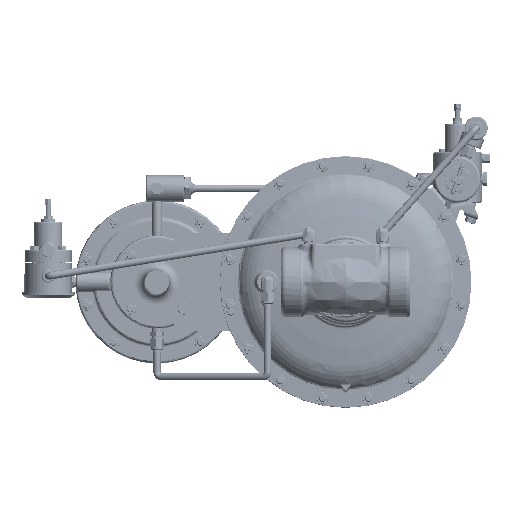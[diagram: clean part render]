
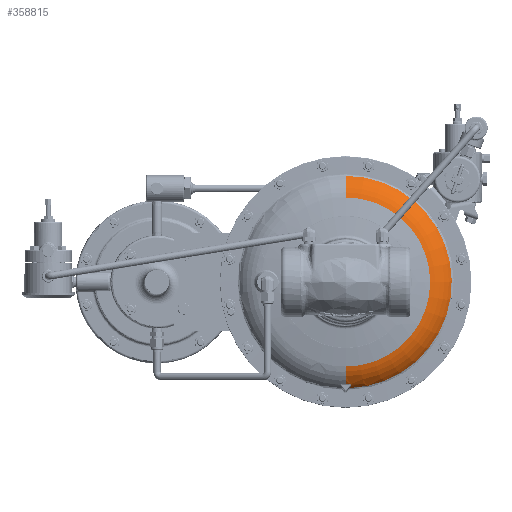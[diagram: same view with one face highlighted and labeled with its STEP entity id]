
A CAD part, front view. The second image highlights one B-rep face of the part: STEP entity #358815.
In plain terms, the highlighted toroidal (fillet/blend) face has major radius 101.323 mm and minor radius 46.038 mm.
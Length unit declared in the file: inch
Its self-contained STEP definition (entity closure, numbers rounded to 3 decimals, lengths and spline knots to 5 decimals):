
#5079 = CARTESIAN_POINT ( 'NONE',  ( 0.29152, 10.07714, -5.32121 ) ) ;
#31298 = VERTEX_POINT ( 'NONE', #131474 ) ;
#33210 = DIRECTION ( 'NONE',  ( 0., 0., 1. ) ) ;
#34249 = DIRECTION ( 'NONE',  ( 0., -1., 0. ) ) ;
#36105 = CARTESIAN_POINT ( 'NONE',  ( 0.2881, 10.08311, -5.32681 ) ) ;
#38408 = CARTESIAN_POINT ( 'NONE',  ( 0.28423, 10.08897, -5.33227 ) ) ;
#40710 = CARTESIAN_POINT ( 'NONE',  ( 0.28215, 9.99585, -5.24276 ) ) ;
#43620 = CARTESIAN_POINT ( 'NONE',  ( 0.23747, 10.16347, -5.39869 ) ) ;
#44672 = CARTESIAN_POINT ( 'NONE',  ( 0., 10.20356, 0. ) ) ;
#71745 = CARTESIAN_POINT ( 'NONE',  ( 0.27182, 9.98978, -5.23701 ) ) ;
#79251 = DIRECTION ( 'NONE',  ( 0., 0., 1. ) ) ;
#84637 = EDGE_LOOP ( 'NONE', ( #178401, #452842, #108230, #217158, #122277, #283612, #230989, #382611 ) ) ;
#100962 = CARTESIAN_POINT ( 'NONE',  ( 0.28423, 10.08897, -5.33227 ) ) ;
#103210 = EDGE_CURVE ( 'NONE', #384990, #31298, #167204, .T. ) ;
#108230 = ORIENTED_EDGE ( 'NONE', *, *, #300374, .T. ) ;
#109437 = CIRCLE ( 'NONE', #276322, 4.33036 ) ;
#111101 = VERTEX_POINT ( 'NONE', #274015 ) ;
#111957 = CARTESIAN_POINT ( 'NONE',  ( 0.3027, 10.02705, -5.27312 ) ) ;
#112608 = CIRCLE ( 'NONE', #135453, 4.33036 ) ;
#112810 = CARTESIAN_POINT ( 'NONE',  ( 0., 10.20356, 5.43421 ) ) ;
#120346 = DIRECTION ( 'NONE',  ( 1., 0., 0. ) ) ;
#121116 = DIRECTION ( 'NONE',  ( 0., 0., 1. ) ) ;
#121633 = VERTEX_POINT ( 'NONE', #470049 ) ;
#122277 = ORIENTED_EDGE ( 'NONE', *, *, #314427, .T. ) ;
#125419 = AXIS2_PLACEMENT_3D ( 'NONE', #459581, #34249, #286041 ) ;
#125779 = FACE_OUTER_BOUND ( 'NONE', #84637, .T. ) ;
#126915 = CARTESIAN_POINT ( 'NONE',  ( 0.28423, 10.08897, -5.33227 ) ) ;
#131474 = CARTESIAN_POINT ( 'NONE',  ( 0.21609, 10.20356, -5.42991 ) ) ;
#135453 = AXIS2_PLACEMENT_3D ( 'NONE', #398834, #140117, #33210 ) ;
#140117 = DIRECTION ( 'NONE',  ( 0., -1., 0. ) ) ;
#143271 = VERTEX_POINT ( 'NONE', #210558 ) ;
#146471 = EDGE_CURVE ( 'NONE', #143271, #435908, #429025, .T. ) ;
#149893 = CARTESIAN_POINT ( 'NONE',  ( 0.30129, 10.02081, -5.26702 ) ) ;
#167204 = B_SPLINE_CURVE_WITH_KNOTS ( 'NONE', 3,
 ( #100962, #264490, #43620, #262144 ),
 .UNSPECIFIED., .F., .F.,
 ( 4, 4 ),
 ( 0., 0.0042 ),
 .UNSPECIFIED. ) ;
#178401 = ORIENTED_EDGE ( 'NONE', *, *, #365605, .F. ) ;
#183257 = CARTESIAN_POINT ( 'NONE',  ( 0.29725, 10.06492, -5.30964 ) ) ;
#190313 = CARTESIAN_POINT ( 'NONE',  ( 0.27889, 9.99368, -5.24069 ) ) ;
#191609 = CARTESIAN_POINT ( 'NONE',  ( 0., 11.29756, 3.98911 ) ) ;
#193969 = EDGE_CURVE ( 'NONE', #121633, #405760, #112608, .T. ) ;
#199118 = AXIS2_PLACEMENT_3D ( 'NONE', #191609, #120346, #265198 ) ;
#201802 = DIRECTION ( 'NONE',  ( 0., 0., 1. ) ) ;
#202621 = VERTEX_POINT ( 'NONE', #112810 ) ;
#204168 = DIRECTION ( 'NONE',  ( 0., -1., 0. ) ) ;
#210558 = CARTESIAN_POINT ( 'NONE',  ( 0., 9.97866, -5.23236 ) ) ;
#216615 = CARTESIAN_POINT ( 'NONE',  ( 0.291, 10.00308, -5.24973 ) ) ;
#217158 = ORIENTED_EDGE ( 'NONE', *, *, #103210, .T. ) ;
#218912 = CARTESIAN_POINT ( 'NONE',  ( 0.24746, 9.98167, -5.2297 ) ) ;
#225925 = CARTESIAN_POINT ( 'NONE',  ( 0.2211, 9.97866, -5.2277 ) ) ;
#228011 = DIRECTION ( 'NONE',  ( 0., -1., 0. ) ) ;
#230989 = ORIENTED_EDGE ( 'NONE', *, *, #378317, .F. ) ;
#235051 = CARTESIAN_POINT ( 'NONE',  ( 0., 9.51747, 0. ) ) ;
#237360 = CARTESIAN_POINT ( 'NONE',  ( 4.33036, 9.51747, 0. ) ) ;
#259229 = CARTESIAN_POINT ( 'NONE',  ( 0.22995, 9.97918, -5.22786 ) ) ;
#259817 = CARTESIAN_POINT ( 'NONE',  ( 0., 11.29756, -3.98911 ) ) ;
#262144 = CARTESIAN_POINT ( 'NONE',  ( 0.21609, 10.20356, -5.42991 ) ) ;
#262147 = DIRECTION ( 'NONE',  ( -1., 0., 0. ) ) ;
#264490 = CARTESIAN_POINT ( 'NONE',  ( 0.26023, 10.12528, -5.36609 ) ) ;
#265198 = DIRECTION ( 'NONE',  ( 0., 0., -1. ) ) ;
#274015 = CARTESIAN_POINT ( 'NONE',  ( 0., 9.51747, 4.33036 ) ) ;
#274322 = DIRECTION ( 'NONE',  ( 0., 0., -1. ) ) ;
#276322 = AXIS2_PLACEMENT_3D ( 'NONE', #235051, #204168, #201802 ) ;
#283612 = ORIENTED_EDGE ( 'NONE', *, *, #339553, .T. ) ;
#286041 = DIRECTION ( 'NONE',  ( 0., 0., -1. ) ) ;
#290215 = CARTESIAN_POINT ( 'NONE',  ( 0.29543, 10.00871, -5.25522 ) ) ;
#292520 = CARTESIAN_POINT ( 'NONE',  ( 0.30259, 10.04618, -5.29169 ) ) ;
#296601 = CARTESIAN_POINT ( 'NONE',  ( 0.21218, 9.97866, -5.22806 ) ) ;
#300374 = EDGE_CURVE ( 'NONE', #435908, #384990, #468996, .T. ) ;
#314427 = EDGE_CURVE ( 'NONE', #31298, #202621, #374615, .T. ) ;
#329780 = DIRECTION ( 'NONE',  ( 0., -1., 0. ) ) ;
#335147 = CARTESIAN_POINT ( 'NONE',  ( 0.30336, 10.03983, -5.28554 ) ) ;
#339553 = EDGE_CURVE ( 'NONE', #202621, #111101, #411438, .T. ) ;
#358815 = ADVANCED_FACE ( 'NONE', ( #125779 ), #428470, .T. ) ;
#361445 = CARTESIAN_POINT ( 'NONE',  ( 0.21218, 9.97866, -5.22806 ) ) ;
#365605 = EDGE_CURVE ( 'NONE', #143271, #121633, #408908, .T. ) ;
#366091 = CARTESIAN_POINT ( 'NONE',  ( 0.26796, 9.98805, -5.2354 ) ) ;
#368423 = CARTESIAN_POINT ( 'NONE',  ( 0.29955, 10.0587, -5.30371 ) ) ;
#374615 = CIRCLE ( 'NONE', #382472, 5.43421 ) ;
#378317 = EDGE_CURVE ( 'NONE', #405760, #111101, #109437, .T. ) ;
#382472 = AXIS2_PLACEMENT_3D ( 'NONE', #44672, #329780, #274322 ) ;
#382611 = ORIENTED_EDGE ( 'NONE', *, *, #193969, .F. ) ;
#384990 = VERTEX_POINT ( 'NONE', #126915 ) ;
#390447 = AXIS2_PLACEMENT_3D ( 'NONE', #444214, #228011, #121116 ) ;
#397098 = CARTESIAN_POINT ( 'NONE',  ( 0.25606, 9.98365, -5.23138 ) ) ;
#398834 = CARTESIAN_POINT ( 'NONE',  ( 0., 9.51747, 0. ) ) ;
#401105 = AXIS2_PLACEMENT_3D ( 'NONE', #259817, #262147, #79251 ) ;
#405760 = VERTEX_POINT ( 'NONE', #237360 ) ;
#408908 = CIRCLE ( 'NONE', #401105, 1.8125 ) ;
#411438 = CIRCLE ( 'NONE', #199118, 1.8125 ) ;
#428470 = TOROIDAL_SURFACE ( 'NONE', #390447, 3.98911, 1.8125 ) ;
#429025 = CIRCLE ( 'NONE', #125419, 5.23236 ) ;
#435908 = VERTEX_POINT ( 'NONE', #296601 ) ;
#444214 = CARTESIAN_POINT ( 'NONE',  ( 0., 11.29756, 0. ) ) ;
#452842 = ORIENTED_EDGE ( 'NONE', *, *, #146471, .T. ) ;
#459581 = CARTESIAN_POINT ( 'NONE',  ( 0., 9.97866, 0. ) ) ;
#468996 = B_SPLINE_CURVE_WITH_KNOTS ( 'NONE', 3,
 ( #361445, #225925, #259229, #218912, #397098, #366091, #71745, #190313, #40710, #216615, #290215, #149893, #111957, #335147, #292520, #368423, #183257, #5079, #36105, #38408 ),
 .UNSPECIFIED., .F., .F.,
 ( 4, 2, 2, 2, 2, 2, 2, 2, 2, 4 ),
 ( 0., 0.00068, 0.00135, 0.00169, 0.00203, 0.0027, 0.00338, 0.00405, 0.00473, 0.0054 ),
 .UNSPECIFIED. ) ;
#470049 = CARTESIAN_POINT ( 'NONE',  ( 0., 9.51747, -4.33036 ) ) ;
